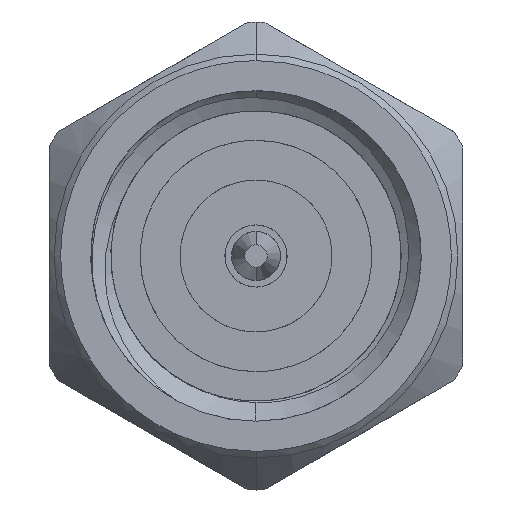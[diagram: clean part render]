
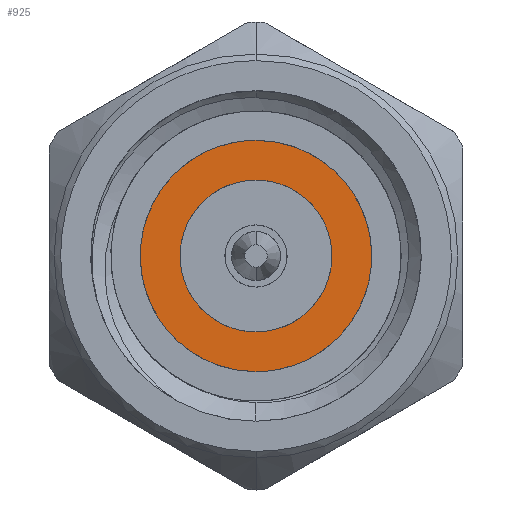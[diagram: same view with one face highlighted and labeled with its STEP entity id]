
A CAD part, left-side view. The second image highlights one B-rep face of the part: STEP entity #925.
In plain terms, the highlighted planar face has unit normal (-1, 0, 0).
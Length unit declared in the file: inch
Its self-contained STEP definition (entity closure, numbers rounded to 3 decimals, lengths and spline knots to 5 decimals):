
#153 = CARTESIAN_POINT ( 'NONE',  ( 0.1, -0.0229, 0.08522 ) ) ;
#179 = VERTEX_POINT ( 'NONE', #1578 ) ;
#210 = B_SPLINE_CURVE_WITH_KNOTS ( 'NONE', 3,
 ( #265, #1861, #4118, #3503, #1885, #4093, #2180, #3117, #1216, #1193, #1819, #1240, #3412, #3161, #4050, #2512, #3476, #2845 ),
 .UNSPECIFIED., .F., .F.,
 ( 4, 2, 2, 2, 2, 2, 2, 2, 4 ),
 ( 0., 0.125, 0.25, 0.375, 0.5, 0.625, 0.75, 0.875, 1. ),
 .UNSPECIFIED. ) ;
#214 = B_SPLINE_CURVE_WITH_KNOTS ( 'NONE', 3,
 ( #1274, #342, #609, #1514, #1208, #3152, #3837, #3494, #1562, #299, #2858, #4087, #2569, #2481, #978, #957, #2505, #3771 ),
 .UNSPECIFIED., .F., .F.,
 ( 4, 2, 2, 2, 2, 2, 2, 2, 4 ),
 ( 0., 0.125, 0.25, 0.375, 0.5, 0.625, 0.75, 0.875, 1. ),
 .UNSPECIFIED. ) ;
#251 = DIRECTION ( 'NONE',  ( 0., 1., 0. ) ) ;
#265 = CARTESIAN_POINT ( 'NONE',  ( 0.1, 0., -0.0875 ) ) ;
#286 = CARTESIAN_POINT ( 'NONE',  ( 0.1, -0.05598, -0.01505 ) ) ;
#299 = CARTESIAN_POINT ( 'NONE',  ( 0.1, 0.05748, -0.00752 ) ) ;
#308 = CARTESIAN_POINT ( 'NONE',  ( 0.1, -0.03532, 0.04597 ) ) ;
#342 = CARTESIAN_POINT ( 'NONE',  ( 0.1, 0.00752, 0.05748 ) ) ;
#402 = EDGE_CURVE ( 'NONE', #610, #179, #1801, .T. ) ;
#467 = CARTESIAN_POINT ( 'NONE',  ( 0.1, -0.08522, 0.0229 ) ) ;
#488 = CARTESIAN_POINT ( 'NONE',  ( 0.1, -0.05377, 0.06997 ) ) ;
#512 = CARTESIAN_POINT ( 'NONE',  ( 0.1, -0.08522, -0.0229 ) ) ;
#520 = EDGE_CURVE ( 'NONE', #179, #610, #210, .T. ) ;
#531 = CARTESIAN_POINT ( 'NONE',  ( 0.1, -0.05377, -0.06997 ) ) ;
#595 = CARTESIAN_POINT ( 'NONE',  ( 0.1, -0.04597, -0.03532 ) ) ;
#609 = CARTESIAN_POINT ( 'NONE',  ( 0.1, 0.01505, 0.05598 ) ) ;
#610 = VERTEX_POINT ( 'NONE', #2904 ) ;
#616 = CARTESIAN_POINT ( 'NONE',  ( 0.1, -0.05748, -0.00752 ) ) ;
#921 = CARTESIAN_POINT ( 'NONE',  ( 0.1, -0.00752, -0.05748 ) ) ;
#925 = ADVANCED_FACE ( 'NONE', ( #3879, #2278 ), #3399, .F. ) ;
#944 = ORIENTED_EDGE ( 'NONE', *, *, #402, .F. ) ;
#957 = CARTESIAN_POINT ( 'NONE',  ( 0.1, 0.01505, -0.05598 ) ) ;
#978 = CARTESIAN_POINT ( 'NONE',  ( 0.1, 0.02895, -0.05023 ) ) ;
#1088 = CARTESIAN_POINT ( 'NONE',  ( 0.1, -0.0875, -0.01145 ) ) ;
#1150 = CARTESIAN_POINT ( 'NONE',  ( 0.1, -0.06997, -0.05377 ) ) ;
#1193 = CARTESIAN_POINT ( 'NONE',  ( 0.1, 0.0875, 0.01145 ) ) ;
#1208 = CARTESIAN_POINT ( 'NONE',  ( 0.1, 0.03532, 0.04597 ) ) ;
#1216 = CARTESIAN_POINT ( 'NONE',  ( 0.1, 0.0875, -0.01145 ) ) ;
#1231 = EDGE_LOOP ( 'NONE', ( #3634, #3910 ) ) ;
#1240 = CARTESIAN_POINT ( 'NONE',  ( 0.1, 0.07646, 0.04407 ) ) ;
#1274 = CARTESIAN_POINT ( 'NONE',  ( 0.1, 0., 0.05748 ) ) ;
#1388 = DIRECTION ( 'NONE',  ( 1., 0., 0. ) ) ;
#1417 = CARTESIAN_POINT ( 'NONE',  ( 0.1, -0.04407, 0.07646 ) ) ;
#1514 = CARTESIAN_POINT ( 'NONE',  ( 0.1, 0.02895, 0.05023 ) ) ;
#1519 = VERTEX_POINT ( 'NONE', #1772 ) ;
#1544 = CARTESIAN_POINT ( 'NONE',  ( 0.1, -0.03532, -0.04597 ) ) ;
#1559 = EDGE_LOOP ( 'NONE', ( #944, #1576 ) ) ;
#1562 = CARTESIAN_POINT ( 'NONE',  ( 0.1, 0.05748, 0.00752 ) ) ;
#1569 = CARTESIAN_POINT ( 'NONE',  ( 0.1, -0.01505, 0.05598 ) ) ;
#1576 = ORIENTED_EDGE ( 'NONE', *, *, #520, .F. ) ;
#1578 = CARTESIAN_POINT ( 'NONE',  ( 0.1, 0., -0.0875 ) ) ;
#1658 = EDGE_CURVE ( 'NONE', #1519, #2950, #214, .T. ) ;
#1713 = CARTESIAN_POINT ( 'NONE',  ( 0.1, -0.07646, 0.04407 ) ) ;
#1772 = CARTESIAN_POINT ( 'NONE',  ( 0.1, 0., 0.05748 ) ) ;
#1801 = B_SPLINE_CURVE_WITH_KNOTS ( 'NONE', 3,
 ( #2672, #3307, #153, #1417, #488, #2068, #1713, #467, #2713, #1088, #512, #3001, #1150, #531, #2733, #3391, #2428, #2694 ),
 .UNSPECIFIED., .F., .F.,
 ( 4, 2, 2, 2, 2, 2, 2, 2, 4 ),
 ( 0., 0.125, 0.25, 0.375, 0.5, 0.625, 0.75, 0.875, 1. ),
 .UNSPECIFIED. ) ;
#1819 = CARTESIAN_POINT ( 'NONE',  ( 0.1, 0.08522, 0.0229 ) ) ;
#1861 = CARTESIAN_POINT ( 'NONE',  ( 0.1, 0.01145, -0.0875 ) ) ;
#1862 = CARTESIAN_POINT ( 'NONE',  ( 0.1, -0.01505, -0.05598 ) ) ;
#1885 = CARTESIAN_POINT ( 'NONE',  ( 0.1, 0.05377, -0.06997 ) ) ;
#1886 = CARTESIAN_POINT ( 'NONE',  ( 0.1, -0.05748, 0.00752 ) ) ;
#2068 = CARTESIAN_POINT ( 'NONE',  ( 0.1, -0.06997, 0.05377 ) ) ;
#2160 = CARTESIAN_POINT ( 'NONE',  ( 0.1, -0.05023, 0.02895 ) ) ;
#2180 = CARTESIAN_POINT ( 'NONE',  ( 0.1, 0.07646, -0.04407 ) ) ;
#2181 = CARTESIAN_POINT ( 'NONE',  ( 0.1, 0., -0.05748 ) ) ;
#2221 = CARTESIAN_POINT ( 'NONE',  ( 0.1, -0.02895, 0.05023 ) ) ;
#2278 = FACE_OUTER_BOUND ( 'NONE', #1559, .T. ) ;
#2428 = CARTESIAN_POINT ( 'NONE',  ( 0.1, -0.01145, -0.0875 ) ) ;
#2455 = CARTESIAN_POINT ( 'NONE',  ( 0.1, 0., 0. ) ) ;
#2481 = CARTESIAN_POINT ( 'NONE',  ( 0.1, 0.03532, -0.04597 ) ) ;
#2505 = CARTESIAN_POINT ( 'NONE',  ( 0.1, 0.00752, -0.05748 ) ) ;
#2512 = CARTESIAN_POINT ( 'NONE',  ( 0.1, 0.0229, 0.08522 ) ) ;
#2569 = CARTESIAN_POINT ( 'NONE',  ( 0.1, 0.04597, -0.03532 ) ) ;
#2672 = CARTESIAN_POINT ( 'NONE',  ( 0.1, 0., 0.0875 ) ) ;
#2694 = CARTESIAN_POINT ( 'NONE',  ( 0.1, 0., -0.0875 ) ) ;
#2713 = CARTESIAN_POINT ( 'NONE',  ( 0.1, -0.0875, 0.01145 ) ) ;
#2733 = CARTESIAN_POINT ( 'NONE',  ( 0.1, -0.04407, -0.07646 ) ) ;
#2824 = CARTESIAN_POINT ( 'NONE',  ( 0.1, -0.05598, 0.01505 ) ) ;
#2845 = CARTESIAN_POINT ( 'NONE',  ( 0.1, 0., 0.0875 ) ) ;
#2846 = CARTESIAN_POINT ( 'NONE',  ( 0.1, 0., 0.05748 ) ) ;
#2858 = CARTESIAN_POINT ( 'NONE',  ( 0.1, 0.05598, -0.01505 ) ) ;
#2865 = CARTESIAN_POINT ( 'NONE',  ( 0.1, -0.00752, 0.05748 ) ) ;
#2904 = CARTESIAN_POINT ( 'NONE',  ( 0.1, 0., 0.0875 ) ) ;
#2950 = VERTEX_POINT ( 'NONE', #3573 ) ;
#3001 = CARTESIAN_POINT ( 'NONE',  ( 0.1, -0.07646, -0.04407 ) ) ;
#3117 = CARTESIAN_POINT ( 'NONE',  ( 0.1, 0.08522, -0.0229 ) ) ;
#3152 = CARTESIAN_POINT ( 'NONE',  ( 0.1, 0.04597, 0.03532 ) ) ;
#3161 = CARTESIAN_POINT ( 'NONE',  ( 0.1, 0.05377, 0.06997 ) ) ;
#3183 = CARTESIAN_POINT ( 'NONE',  ( 0.1, -0.02895, -0.05023 ) ) ;
#3307 = CARTESIAN_POINT ( 'NONE',  ( 0.1, -0.01145, 0.0875 ) ) ;
#3317 = B_SPLINE_CURVE_WITH_KNOTS ( 'NONE', 3,
 ( #2181, #921, #1862, #3183, #1544, #595, #3756, #286, #616, #1886, #2824, #2160, #4119, #308, #2221, #1569, #2865, #2846 ),
 .UNSPECIFIED., .F., .F.,
 ( 4, 2, 2, 2, 2, 2, 2, 2, 4 ),
 ( 0., 0.125, 0.25, 0.375, 0.5, 0.625, 0.75, 0.875, 1. ),
 .UNSPECIFIED. ) ;
#3391 = CARTESIAN_POINT ( 'NONE',  ( 0.1, -0.0229, -0.08522 ) ) ;
#3399 = PLANE ( 'NONE',  #3563 ) ;
#3401 = EDGE_CURVE ( 'NONE', #2950, #1519, #3317, .T. ) ;
#3412 = CARTESIAN_POINT ( 'NONE',  ( 0.1, 0.06997, 0.05377 ) ) ;
#3476 = CARTESIAN_POINT ( 'NONE',  ( 0.1, 0.01145, 0.0875 ) ) ;
#3494 = CARTESIAN_POINT ( 'NONE',  ( 0.1, 0.05598, 0.01505 ) ) ;
#3503 = CARTESIAN_POINT ( 'NONE',  ( 0.1, 0.04407, -0.07646 ) ) ;
#3563 = AXIS2_PLACEMENT_3D ( 'NONE', #2455, #1388, #251 ) ;
#3573 = CARTESIAN_POINT ( 'NONE',  ( 0.1, 0., -0.05748 ) ) ;
#3634 = ORIENTED_EDGE ( 'NONE', *, *, #3401, .F. ) ;
#3756 = CARTESIAN_POINT ( 'NONE',  ( 0.1, -0.05023, -0.02895 ) ) ;
#3771 = CARTESIAN_POINT ( 'NONE',  ( 0.1, 0., -0.05748 ) ) ;
#3837 = CARTESIAN_POINT ( 'NONE',  ( 0.1, 0.05023, 0.02895 ) ) ;
#3879 = FACE_BOUND ( 'NONE', #1231, .T. ) ;
#3910 = ORIENTED_EDGE ( 'NONE', *, *, #1658, .F. ) ;
#4050 = CARTESIAN_POINT ( 'NONE',  ( 0.1, 0.04407, 0.07646 ) ) ;
#4087 = CARTESIAN_POINT ( 'NONE',  ( 0.1, 0.05023, -0.02895 ) ) ;
#4093 = CARTESIAN_POINT ( 'NONE',  ( 0.1, 0.06997, -0.05377 ) ) ;
#4118 = CARTESIAN_POINT ( 'NONE',  ( 0.1, 0.0229, -0.08522 ) ) ;
#4119 = CARTESIAN_POINT ( 'NONE',  ( 0.1, -0.04597, 0.03532 ) ) ;
